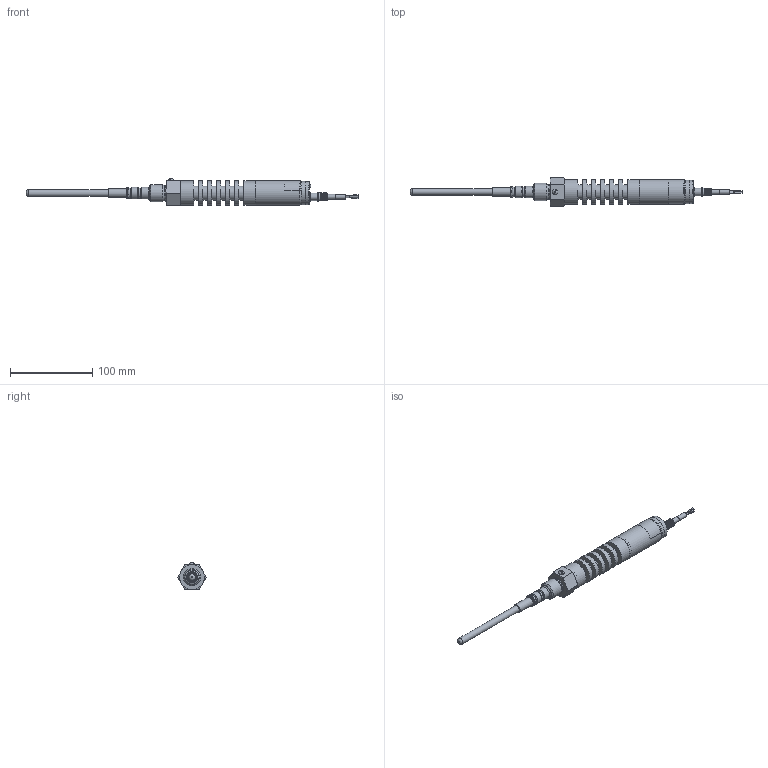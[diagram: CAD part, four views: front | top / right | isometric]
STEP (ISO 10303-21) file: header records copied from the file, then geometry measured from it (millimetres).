
FILE_DESCRIPTION(/* description */ ('Unknown'),/* implementation_level */ '2;1');
FILE_NAME(/* name */ '_DKE-S150-300S radiator',/* time_stamp */ '2021-04-27T15:08:23+05:00',/* author */ ('Unknown'),/* organization */ ('Unknown'),/* preprocessor_version */ 'ST-DEVELOPER v16.7',/* originating_system */ 'Solid Edge',/* authorisation */ 'Unknown');
FILE_SCHEMA (('AUTOMOTIVE_DESIGN {1 0 10303 214 3 1 1}'));
Length unit declared in the file: millimetre
Products named in the file (32): 10.088.000-01 ﾄﾊﾅ-ﾑ150-300ﾑ 蒻瑣; 10.086.100-01 Ñáîðêà ÷óâñòâèòåëüíîãî ýëåìåíòà; Ê1.056 Ãàéêà; ×0.018 ×óâñòâèòåëüíûé ýëåìåíò; Screw_GOST_17473_80_1B_M4x6_v10.50; Òðóáêà ôòîðîïëàñòîâàÿ L=80 ìì; Â0.094 Âòóëêà; Ä0.027 Ïëàòîäåðæàòåëü; À3.019 Ðàäèàòîð; Ïðîâîä ÌÃÒÔ 0,2 äëèíà 110 ìì; Â0.096 Âòóëêà; 10.348.000 Ñáîðêà ïëàòû; À0.178 Êîðïóñ; 扻錪犩 025-028-19-2-2; 10.069.100 襻铕赅 牮觇; Á2.028 Øòóöåð; Á0.119 Êðûøêà Ì30 Ó; Washer_DIN_127_B_3_v16.00; Òðóáêà òåðìîóñàäî÷íàÿ  1,6 äëèíà 10; Êîëüöî 20,0õ1,0 (äëÿ äèàìåòðà 30); 项漶蝠铄黜 疱玷耱铕 T93YA; ﾎ0.008 ﾋ竟鈞 褪鮏韶萵; L-34ID êðàñíûé íîæêè 6 ìì; Ê0.009 Óäëèíèòåëü ðåãóëèðîâî÷íîãî ðåçèñòîðà; Òðóáêà òåðìîóñàäî÷íàÿ  1,6; Ëåïåñòîê 1-3-3,2õ12-05 ÃÎÑÒ 22376-77 ïîä 90 ãðàä; Êîëüöî 1,50õ1,0 (001,5-003,5-1,0); Ý6.025-03 Êàáåëü; Òðóáêà òåðìîóñ ÒÑÒ  GW1; Washer_GOST_11371_78_A1_4.0_v10.50; Screw_GOST_17473_80_1B_M3x8_v10.50; Ýòèêåòêà 38õ19 äëÿ ÄÊÅ
Assembly tree (36 placements, depth 3):
  10.088.000-01 ﾄﾊﾅ-ﾑ150-300ﾑ 蒻瑣
    10.086.100-01 Ñáîðêà ÷óâñòâèòåëüíîãî ýëåìåíòà
      Ê1.056 Ãàéêà
      ×0.018 ×óâñòâèòåëüíûé ýëåìåíò
      Screw_GOST_17473_80_1B_M4x6_v10.50
      Òðóáêà ôòîðîïëàñòîâàÿ L=80 ìì
      Â0.094 Âòóëêà
      Ä0.027 Ïëàòîäåðæàòåëü
    À3.019 Ðàäèàòîð
    Ïðîâîä ÌÃÒÔ 0,2 äëèíà 110 ìì
    Â0.096 Âòóëêà
    Ä0.027 Ïëàòîäåðæàòåëü
    10.348.000 Ñáîðêà ïëàòû
    À0.178 Êîðïóñ
    扻錪犩 025-028-19-2-2
    10.069.100 襻铕赅 牮觇
      Á2.028 Øòóöåð
      Á0.119 Êðûøêà Ì30 Ó
    Washer_DIN_127_B_3_v16.00
    Òðóáêà òåðìîóñàäî÷íàÿ  1,6 äëèíà 10
    Êîëüöî 20,0õ1,0 (äëÿ äèàìåòðà 30)
    项漶蝠铄黜 疱玷耱铕 T93YA
    ﾎ0.008 ﾋ竟鈞 褪鮏韶萵
    L-34ID êðàñíûé íîæêè 6 ìì
    Ê0.009 Óäëèíèòåëü ðåãóëèðîâî÷íîãî ðåçèñòîðà
    Òðóáêà òåðìîóñàäî÷íàÿ  1,6  x5
    Ëåïåñòîê 1-3-3,2õ12-05 ÃÎÑÒ 22376-77 ïîä 90 ãðàä
    Êîëüöî 1,50õ1,0 (001,5-003,5-1,0)
    Ý6.025-03 Êàáåëü
    Òðóáêà òåðìîóñ ÒÑÒ  GW1
    Washer_GOST_11371_78_A1_4.0_v10.50
    Screw_GOST_17473_80_1B_M3x8_v10.50
    Ýòèêåòêà 38õ19 äëÿ ÄÊÅ
Bounding box: 403 x 34.64 x 32.77 mm (x, y, z)
Volume: 86200.3 mm3; surface area: 68904.6 mm2
Topology: 36 solids, 36 shells, 618 faces, 1308 edges, 835 vertices
Faces by surface type: plane 290, cylinder 188, cone 75, torus 51, bspline 9, sphere 5
Full cylindrical faces by diameter (mm): 0.5 x4, 0.8 x6, 0.9 x2, 1 x9, 2 x6, 2.15 x1, 2.2 x1, 2.459 x2, 2.5 x3, 3 x3, 3.1 x1, 3.2 x1, 3.242 x1, 3.5 x2, 3.55 x2, 4 x2, 4.3 x3, 4.9 x2, 5.5 x1, 5.6 x1, 5.8 x1, 5.9 x1, 6.6 x1, 6.917 x1, 7 x1, 7.5 x1, 7.8 x4, 8 x4, 8.4 x6, 8.55 x1
Entity records: 17269 total; most frequent: CARTESIAN_POINT 2961, DIRECTION 2563, ORIENTED_EDGE 1790, AXIS2_PLACEMENT_3D 1112, FACE_BOUND 957, EDGE_LOOP 954, EDGE_CURVE 895, VERTEX_POINT 708
